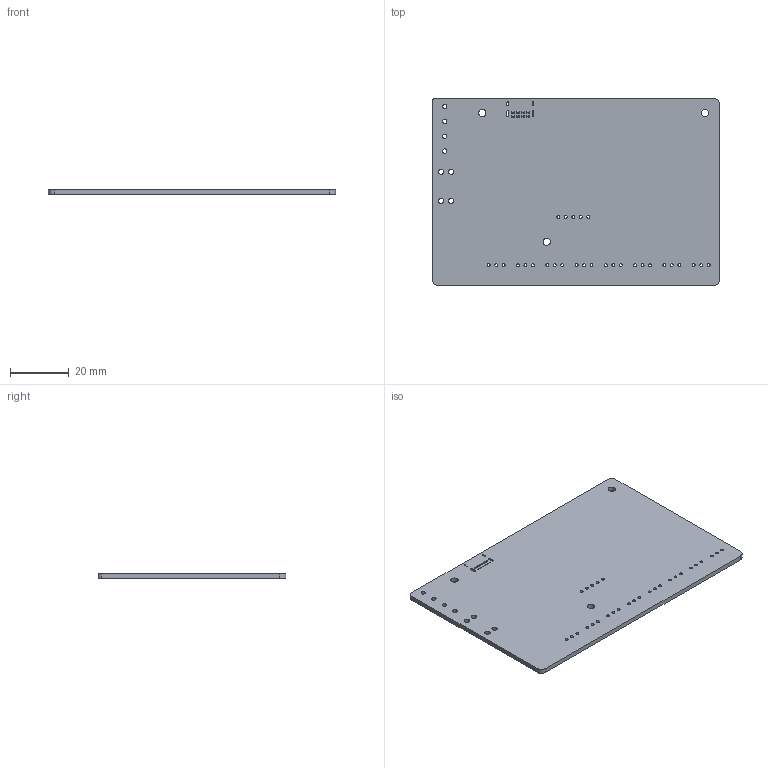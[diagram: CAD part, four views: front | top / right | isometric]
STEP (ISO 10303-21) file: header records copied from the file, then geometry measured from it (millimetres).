
FILE_DESCRIPTION(('KiCad electronic assembly'),'2;1');
FILE_NAME('dot.step','2020-01-20T09:40:14',('An Author'),('A Company'), 'Open CASCADE STEP processor 7.4','KiCad to STEP converter','Unknown' );
FILE_SCHEMA(('AUTOMOTIVE_DESIGN { 1 0 10303 214 1 1 1 1 }'));
Length unit declared in the file: millimetre
Products named in the file (2): Open CASCADE STEP translator 7.4 1; COMPOUND
Assembly tree (1 placements, depth 2):
  Open CASCADE STEP translator 7.4 1
    COMPOUND
Bounding box: 98 x 64 x 1.6 mm (x, y, z)
Volume: 9933.7 mm3; surface area: 13239.6 mm2
Topology: 1 solids, 1 shells, 82 faces, 240 edges, 160 vertices
Faces by surface type: cylinder 68, plane 14
Full cylindrical faces by diameter (mm): 0.4 x16, 1 x29, 1.52 x4, 1.78 x4, 2.5 x3
Entity records: 6207 total; most frequent: DIRECTION 1024, CARTESIAN_POINT 964, ORIENTED_EDGE 480, PCURVE 480, DEFINITIONAL_REPRESENTATION 480, LINE 448, VECTOR 448, CIRCLE 272
